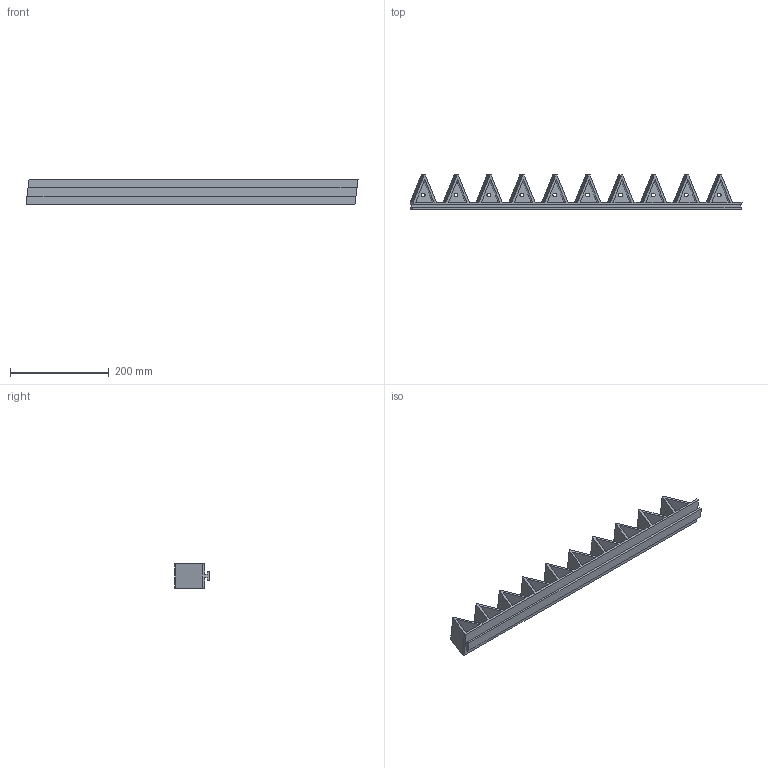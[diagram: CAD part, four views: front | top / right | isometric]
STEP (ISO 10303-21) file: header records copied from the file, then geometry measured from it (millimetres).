
FILE_DESCRIPTION(('CATIA V5 STEP Exchange','CAx-IF Rec.Pracs.--- Composite Materials ---3.4---2017-06-13'),'2;1');
FILE_NAME('DE279-OPPOSITE.stp','2024-01-03T15:28:54+00:00',('none'),('none'),'CATIA Version 5-6 Release 2022 SP3','CATIA V5 STEP AP203 v2','none');
FILE_SCHEMA(('CONFIG_CONTROL_DESIGN'));
Length unit declared in the file: inch
Products named in the file (1): DE-279
Bounding box: 672.95 x 70.87 x 50.52 mm (x, y, z)
Volume: 557025.4 mm3; surface area: 232070.6 mm2
Topology: 1 solids, 1 shells, 163 faces, 423 edges, 282 vertices
Faces by surface type: plane 123, bspline 40
Entity records: 5482 total; most frequent: CARTESIAN_POINT 2116, ORIENTED_EDGE 846, EDGE_CURVE 423, DIRECTION 412, VECTOR 302, LINE 302, VERTEX_POINT 282, EDGE_LOOP 203
